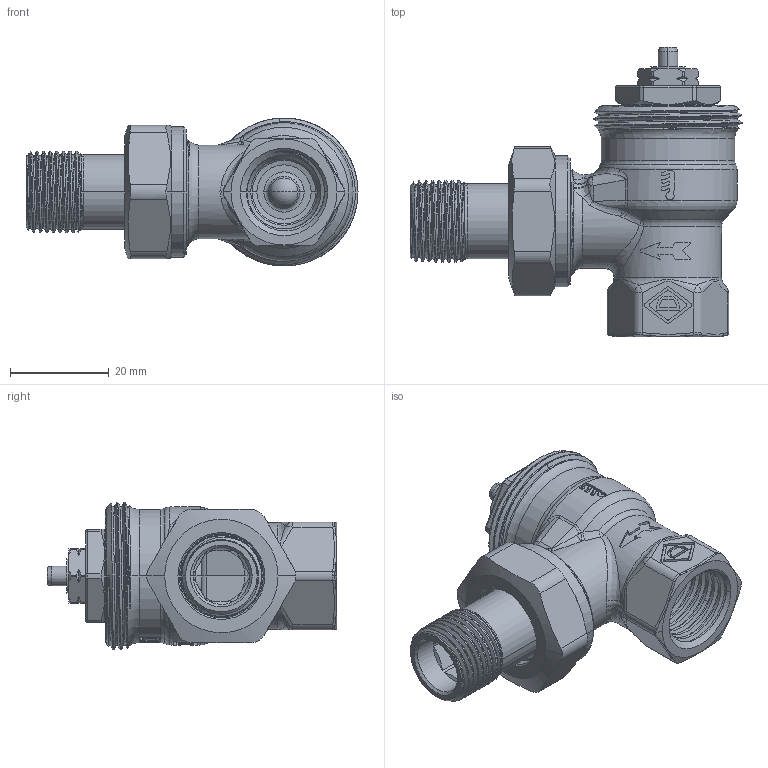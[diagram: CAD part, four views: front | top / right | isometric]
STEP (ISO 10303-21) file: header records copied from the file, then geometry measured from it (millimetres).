
FILE_DESCRIPTION((''),'2;1');
FILE_NAME('2201-01-000-GEW-O-B_SW0001','2015-08-05T',('marann'),(''),'PRO/ENGINEER BY PARAMETRIC TECHNOLOGY CORPORATION, 2011490','PRO/ENGINEER BY PARAMETRIC TECHNOLOGY CORPORATION, 2011490','');
FILE_SCHEMA(('CONFIG_CONTROL_DESIGN'));
Products named in the file (1): 2201-01-000-GEW-O-B_SW0001
Bounding box: 67.3 x 58.7 x 29.99 mm (x, y, z)
Volume: 24666.6 mm3; surface area: 17217.3 mm2
Topology: 1 solids, 1 shells, 851 faces, 2129 edges, 1320 vertices
Faces by surface type: plane 246, cylinder 245, bspline 146, cone 123, torus 81, sphere 10
Entity records: 44874 total; most frequent: CARTESIAN_POINT 25849, ORIENTED_EDGE 4250, DIRECTION 3595, EDGE_CURVE 2125, AXIS2_PLACEMENT_3D 1430, VERTEX_POINT 1320, EDGE_LOOP 899, FACE_OUTER_BOUND 851
